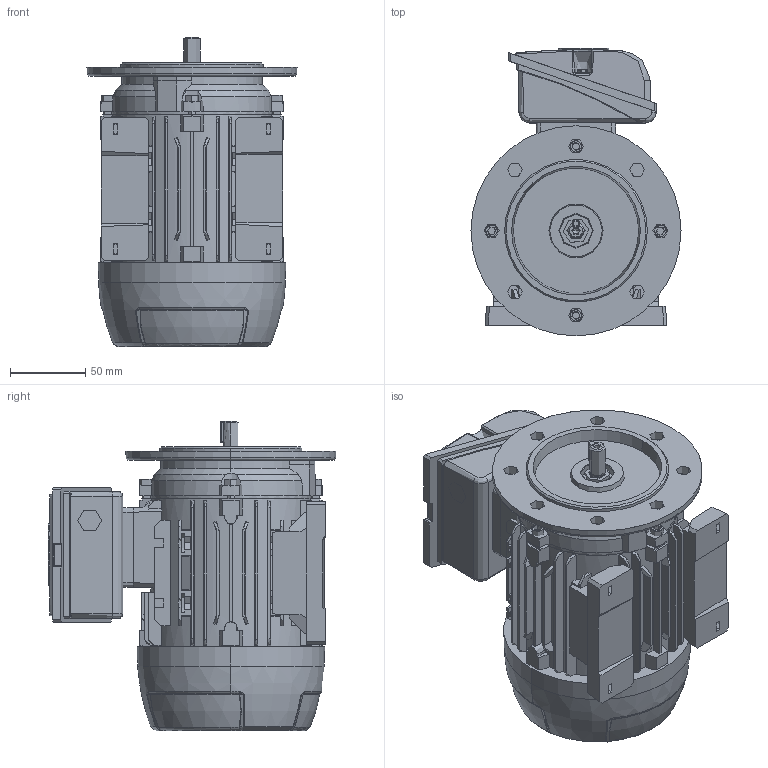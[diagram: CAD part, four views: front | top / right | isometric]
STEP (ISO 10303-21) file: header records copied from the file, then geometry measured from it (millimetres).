
FILE_DESCRIPTION (( 'STEP AP203' ), '1' );
FILE_NAME ('63 TOP.STEP', '2021-08-27T16:12:51', ( '' ), ( '' ), 'SwSTEP 2.0', 'SolidWorks 2018', '' );
FILE_SCHEMA (( 'CONFIG_CONTROL_DESIGN' ));
Length unit declared in the file: millimetre
Products named in the file (31): 105006183_10.5006.183; 105007077; 105007176; 63 TOP; 105006183; 105006182_50.5307.015; 105035217_50.5307.012; Eixo padrão IEC63 IR3; Eixo padrão IEC63 IR3_50.5014.566; 105006182; 105033018; Parafuso Altracs M5; 105011312; 105032001_10.5032.005-4x14; CONJUNTO CARCAÇA IEC63 IR3_505234119; 105035217; 105032001; Parafuso Altracs M5_10.5011.291 x 15; 105007177_10.5007.177; 105011312_105011312; 105007176_10.5007.176; 105007177
Assembly tree (19 placements, depth 3):
  105007077
  105007176
  63 TOP
    CONJUNTO CARCAÇA IEC63 IR3_505234119
      105006182_50.5307.015
    Eixo padrão IEC63 IR3_50.5014.566
    105032001_10.5032.005-4x14
    105006183_10.5006.183
    105033018
    105035217_50.5307.012
    Parafuso Altracs M5_10.5011.291 x 15  x4
    105007177_10.5007.177
    105007176_10.5007.176
    105007077
    105011312_105011312  x2
    105006183_10.5006.183
  105006183
  105006183
Bounding box: 139.93 x 191.73 x 206 mm (x, y, z)
Volume: 2341203.9 mm3; surface area: 272215.6 mm2
Topology: 16 solids, 19 shells, 1638 faces, 4338 edges, 2804 vertices
Faces by surface type: plane 823, cylinder 487, cone 140, bspline 114, torus 53, sphere 21
Entity records: 56352 total; most frequent: CARTESIAN_POINT 15961, ORIENTED_EDGE 8204, DIRECTION 7452, EDGE_CURVE 4102, VERTEX_POINT 2666, AXIS2_PLACEMENT_3D 2561, VECTOR 2330, LINE 2330
